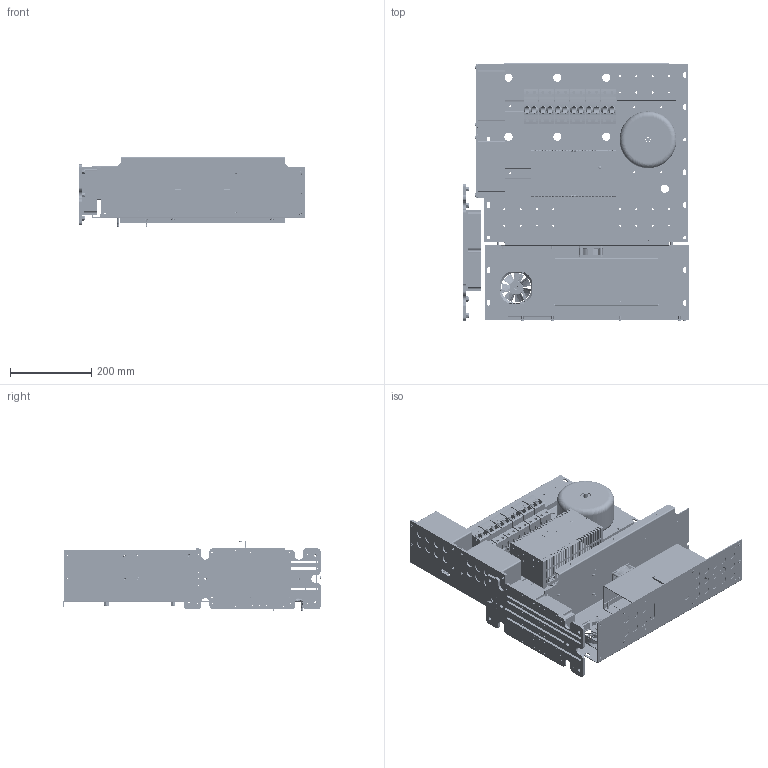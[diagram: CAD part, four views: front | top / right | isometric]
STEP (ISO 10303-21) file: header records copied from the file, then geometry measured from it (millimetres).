
FILE_DESCRIPTION (( 'STEP AP214' ), '1' );
FILE_NAME ('CHECKED_Power Amplifier.STEP', '2017-03-17T17:25:30', ( '' ), ( '' ), 'SwSTEP 2.0', 'SolidWorks 2015', '' );
FILE_SCHEMA (( 'AUTOMOTIVE_DESIGN' ));
Length unit declared in the file: inch
Products named in the file (63): CHECKED_PowerDistribution; CHECKED_HeatPlate_F; CHECKED_SW3dPS-fan 60x60x25 mm_Carcasa Ventilador 60x60_2_F; CHECKED_CLEF; CHECKED_SB100443_S_ASM_Next assembly relationship#COQUE_PRINCIPALE_2P;COQUE_PRINCIPALE_2P; CHECKED_Toroid2_F; CHECKED_PA_PCBs; CHECKED_F5801K800_EX_F_5801K8; CHECKED_Cooling; CHECKED_CLS-M4-0-PennEngineering-01-13-2017_F; CHECKED_PLATEPEMSHEAT_F; CHECKED_23500089-CONNECTOR_EX_F; CHECKED_DougWFilter; CHECKED_F80MM_FAN_HOUSING_EX_F; CHECKED_INSERT M6_EX_F; CHECKED_FANSBACK_2_EX_F; CHECKED_DtacqBell; CHECKED_PA_Plate_F; CHECKED_3503_F; CHECKED_ToroidPlate; CHECKED_Copy of FRAME_F; CHECKED_24300137-LATCH_EX_F; CHECKED_OptionalPartsDtacq; CHECKED_UTopFold; CHECKED_Fan 60x60x25mm_F; CHECKED_U Top Section; CHECKED_TRACO_EX_F; CHECKED_5801K800_F_5801K8; CHECKED_RubberStands; CHECKED_Dtacq_Assembly; CHECKED_PAPlate_F; CHECKED_SW3dPS-fan 60x60x25 mm_Carcasa Ventilador 60x60_F; CHECKED_DtacqShell; CHECKED_DC_Filter; CHECKED_SOSG-3.5M3-10-PennEngineering-01-13-2017_F; CHECKED_Dtacq_PCBs; CHECKED_PA_Components; CHECKED_24300124-HOOK_EX_F; CHECKED_94238A101_F_94238A101; CHECKED_TopSectionU ...
Assembly tree (156 placements, depth 6):
  CHECKED_Power Amplifier
    CHECKED_PA_Components
      CHECKED_TRACO_EX_F
        CHECKED_21500011-LENS_EX_F
        CHECKED_24300124-HOOK_EX_F  x2
        CHECKED_24300137-LATCH_EX_F  x2
        CHECKED_24500067-SCREW_EX_F  x2
        CHECKED_23500089-CONNECTOR_EX_F
        CHECKED_23300011-SWITCH_EX_F
        CHECKED_24600076-CHASSIS_EX_F
        CHECKED_24600075-HOOD_EX_F
        CHECKED_23500094-CONNECTOR_EX_F
      CHECKED_ToroidPlate
      CHECKED_PABasePlate
        CHECKED_PA_Plate_F
        CHECKED_INSERT M6_EX_F  x10
        CHECKED_CLS-M4-0-PennEngineering-01-13-2017_F  x8
      CHECKED_DIN_SHORT_EX_F  x2
      CHECKED_Toroid2_F
      CHECKED_DOUBLE  x6
        CHECKED_SB100443_S_ASM_Next assembly relationship#COQUE_PRINCIPALE_2P;COQUE_PRINCIPALE_2P
        CHECKED_SB100443_S_ASM_Next assembly relationship#CLIP_2;CLIP_2
        CHECKED_SB100443_S_ASM_Next assembly relationship#CLIP_1;CLIP_1
        CHECKED_SB100443_S_ASM_Next assembly relationship#VIS_7_2;VIS_7_2
        CHECKED_SB100443_S_ASM_Next assembly relationship#VIS_7_2;VIS_7_2_2
        CHECKED_SB100443_S_ASM_Next assembly relationship#VIS_7_2;VIS_7_2_3
        CHECKED_SB100443_S_ASM_Next assembly relationship#VIS_7_2;VIS_7_2_4
    CHECKED_PAPlate_F
    CHECKED_HeatPlate_F
    CHECKED_PLATEPEMSHEAT_F
      CHECKED_94238A101_F_94238A101  x6
    CHECKED_PA_PCBs
      CHECKED_VSWR
    CHECKED_U Top Section
      CHECKED_TopSectionU
        CHECKED_UFrame
        CHECKED_SOSG-3.5M3-10-PennEngineering-01-13-2017_F  x20
        CHECKED_CLS-M4-0-PennEngineering-01-13-2017_F  x6
      CHECKED_OTHERPCB
      CHECKED_Fan 60x60x25mm_F
        CHECKED_SW3dPS-fan 60x60x25 mm_Carcasa Ventilador 60x60_F
        CHECKED_SW3dPS-fan 60x60x25 mm_Carcasa Ventilador 60x60_2_F
        CHECKED_5801K800_F_5801K8  x4
      CHECKED_Dtacq_Assembly
        CHECKED_Dtacq_PCBs
          CHECKED_RADCLEF_F
          CHECKED_CLEF
        CHECKED_OptionalPartsDtacq
          CHECKED_RubberStands
            CHECKED_5801K800_F_5801K8  x4
        CHECKED_DtacqBell
        CHECKED_BottomPlate_F
          CHECKED_350zp_10_F  x8
          CHECKED_3503_F  x18
          CHECKED_Copy of FRAME_F
        CHECKED_DtacqShell
          CHECKED_3503_F  x4
          CHECKED_UTopFold
      CHECKED_PowerDistribution
    CHECKED_Cooling
Bounding box: 553.5 x 634.27 x 174.01 mm (x, y, z)
Volume: 6590785.8 mm3; surface area: 2317721.9 mm2
Topology: 183 solids, 203 shells, 10021 faces, 27017 edges, 17733 vertices
Faces by surface type: plane 5325, cylinder 3502, cone 536, bspline 515, torus 132, sphere 11
Full cylindrical faces by diameter (mm): 0.434 x2, 1.4 x7, 2 x2, 2.1 x36, 2.2 x12, 2.459 x58, 2.8 x5, 3 x79, 3.2 x1, 3.242 x14, 3.48 x22, 3.5 x75, 3.6 x2, 3.771 x8, 3.969 x10, 4 x59, 4.19 x8, 4.2 x20, 4.22 x48, 4.5 x88, 4.851 x20, 4.902 x8, 5 x74, 5.12 x40, 5.22 x6, 5.25 x12, 5.33 x1, 5.38 x14, 5.387 x24, 5.39 x60
Entity records: 195661 total; most frequent: CARTESIAN_POINT 61934, ORIENTED_EDGE 23886, DIRECTION 21892, EDGE_CURVE 11944, VERTEX_POINT 8139, LINE 7352, VECTOR 7352, AXIS2_PLACEMENT_3D 7270
